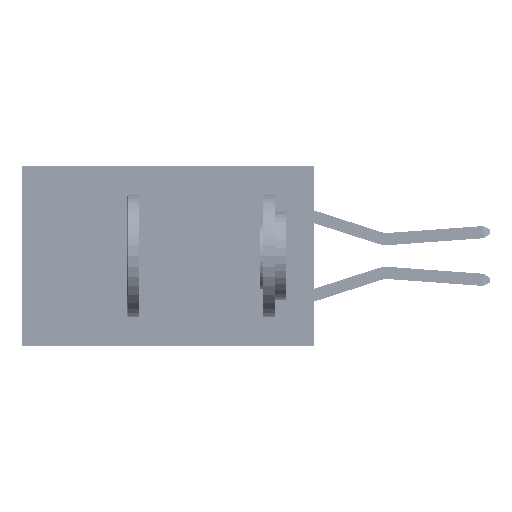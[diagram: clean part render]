
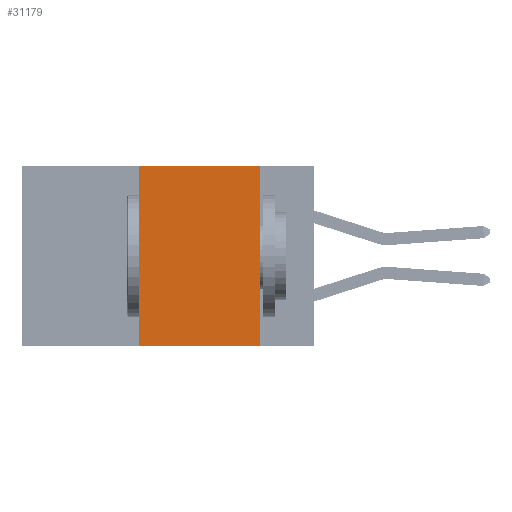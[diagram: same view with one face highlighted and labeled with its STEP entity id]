
A CAD part, left-side view. The second image highlights one B-rep face of the part: STEP entity #31179.
In plain terms, the highlighted planar face has unit normal (-1, 0, 0).
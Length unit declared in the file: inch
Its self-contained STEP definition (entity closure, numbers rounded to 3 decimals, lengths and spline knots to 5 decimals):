
#1878 = DIRECTION ( 'NONE',  ( 0., 0., -1. ) ) ;
#1913 = VECTOR ( 'NONE', #38299, 39.37008 ) ;
#2409 = EDGE_CURVE ( 'NONE', #3763, #16349, #36016, .T. ) ;
#2465 = VERTEX_POINT ( 'NONE', #24022 ) ;
#3763 = VERTEX_POINT ( 'NONE', #4516 ) ;
#4516 = CARTESIAN_POINT ( 'NONE',  ( 0., 0.36, -0.37 ) ) ;
#4736 = CARTESIAN_POINT ( 'NONE',  ( 0., 0.6, 0. ) ) ;
#5391 = FACE_OUTER_BOUND ( 'NONE', #12905, .T. ) ;
#7302 = LINE ( 'NONE', #34389, #10907 ) ;
#9628 = LINE ( 'NONE', #25030, #47168 ) ;
#10907 = VECTOR ( 'NONE', #46550, 39.37008 ) ;
#11161 = VECTOR ( 'NONE', #15551, 39.37008 ) ;
#12661 = DIRECTION ( 'NONE',  ( 1., 0., 0. ) ) ;
#12905 = EDGE_LOOP ( 'NONE', ( #14202, #36469, #42557, #18066 ) ) ;
#14202 = ORIENTED_EDGE ( 'NONE', *, *, #49476, .F. ) ;
#15551 = DIRECTION ( 'NONE',  ( 0., 0., 1. ) ) ;
#16349 = VERTEX_POINT ( 'NONE', #25919 ) ;
#16564 = DIRECTION ( 'NONE',  ( 0., 0., -1. ) ) ;
#18066 = ORIENTED_EDGE ( 'NONE', *, *, #29811, .T. ) ;
#19167 = CARTESIAN_POINT ( 'NONE',  ( 0., 0.6, 0. ) ) ;
#24022 = CARTESIAN_POINT ( 'NONE',  ( 0., 0.11, 0. ) ) ;
#24173 = EDGE_CURVE ( 'NONE', #16349, #2465, #46711, .T. ) ;
#25030 = CARTESIAN_POINT ( 'NONE',  ( 0., 0.11, 0. ) ) ;
#25688 = CARTESIAN_POINT ( 'NONE',  ( 0., 0.11, -0.37 ) ) ;
#25919 = CARTESIAN_POINT ( 'NONE',  ( 0., 0.36, 0. ) ) ;
#27238 = CARTESIAN_POINT ( 'NONE',  ( 0., 0.36, 0. ) ) ;
#29811 = EDGE_CURVE ( 'NONE', #3763, #39351, #7302, .T. ) ;
#31179 = ADVANCED_FACE ( 'NONE', ( #5391 ), #35858, .F. ) ;
#34389 = CARTESIAN_POINT ( 'NONE',  ( 0., 0.6, -0.37 ) ) ;
#35858 = PLANE ( 'NONE',  #44940 ) ;
#36016 = LINE ( 'NONE', #27238, #11161 ) ;
#36469 = ORIENTED_EDGE ( 'NONE', *, *, #24173, .F. ) ;
#38299 = DIRECTION ( 'NONE',  ( 0., -1., 0. ) ) ;
#39351 = VERTEX_POINT ( 'NONE', #25688 ) ;
#42557 = ORIENTED_EDGE ( 'NONE', *, *, #2409, .F. ) ;
#44940 = AXIS2_PLACEMENT_3D ( 'NONE', #4736, #12661, #16564 ) ;
#46550 = DIRECTION ( 'NONE',  ( 0., -1., 0. ) ) ;
#46711 = LINE ( 'NONE', #19167, #1913 ) ;
#47168 = VECTOR ( 'NONE', #1878, 39.37008 ) ;
#49476 = EDGE_CURVE ( 'NONE', #2465, #39351, #9628, .T. ) ;
